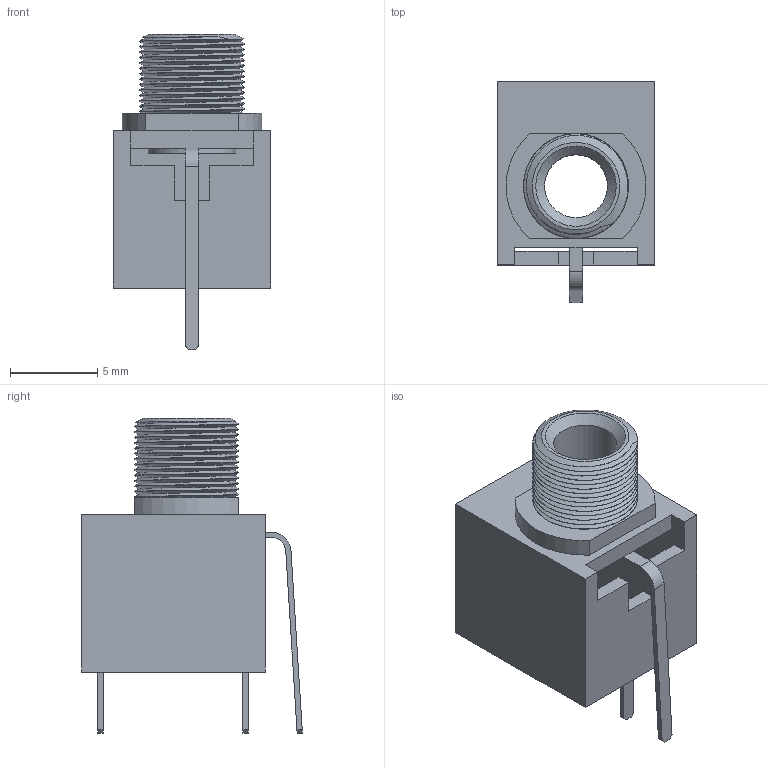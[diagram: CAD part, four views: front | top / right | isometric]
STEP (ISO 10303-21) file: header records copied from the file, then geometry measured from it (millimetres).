
FILE_DESCRIPTION( ( '' ), '1' );
FILE_NAME( 'PJ301M-12 Thonkiconn v0.2.stp', '2017-11-21T09:13:14', ( 'Adrian Hallik' ), ( 'Hallik OÜ' ), 'PSStep 17.0.49', ' ', ' ' );
FILE_SCHEMA( ( 'AUTOMOTIVE_DESIGN { 1 0 10303 214 1 1 1 1 }' ) );
Length unit declared in the file: millimetre
Products named in the file (3): 1; 2; 3
Bounding box: 9 x 12.63 x 18.02 mm (x, y, z)
Volume: 409.7 mm3; surface area: 1078.3 mm2
Topology: 3 solids, 3 shells, 61 faces, 158 edges, 104 vertices
Faces by surface type: plane 49, cylinder 8, cone 2, bspline 2
Full cylindrical faces by diameter (mm): 3.6 x1, 3.966 x1
Entity records: 3819 total; most frequent: CARTESIAN_POINT 1810, ORIENTED_EDGE 306, DIRECTION 289, EDGE_CURVE 153, LINE 127, VECTOR 127, VERTEX_POINT 107, AXIS2_PLACEMENT_3D 81
